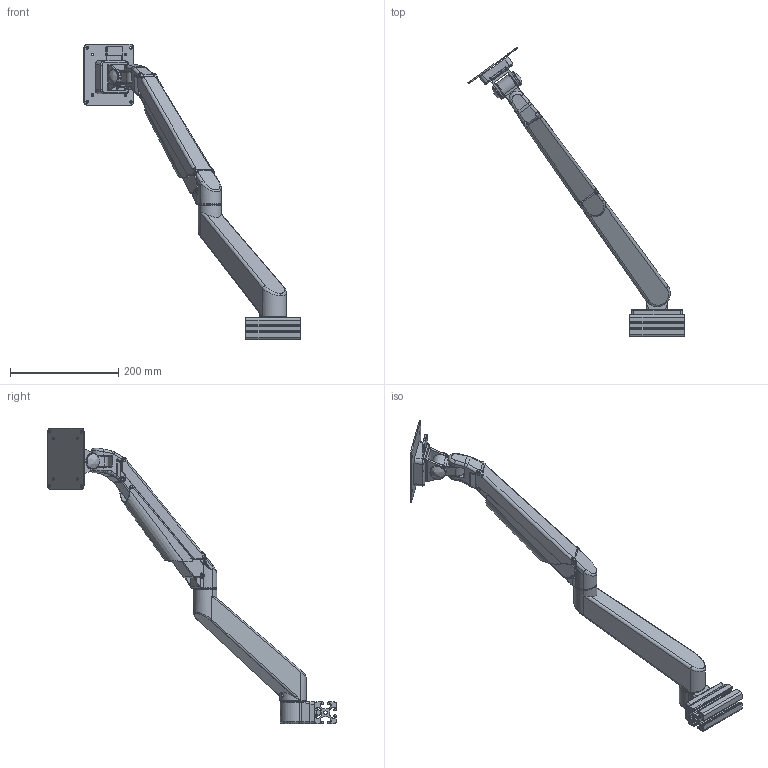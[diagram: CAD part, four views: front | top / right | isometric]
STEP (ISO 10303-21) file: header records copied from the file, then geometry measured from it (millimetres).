
FILE_DESCRIPTION (( 'STEP AP214' ), '1' );
FILE_NAME ('new products6MHM75100D40.step', '2017-09-26T11:52:35', ( '' ), ( '' ), 'SwSTEP 2.0', 'SolidWorks 2017', '' );
FILE_SCHEMA (( 'AUTOMOTIVE_DESIGN' ));
Length unit declared in the file: millimetre
Products named in the file (8): 4DIN6912M0820M_DIN6912M0825M; 4DIN6912M0815M_4DIN6912M0816M; 40x40_100_L100; 061MD40Z; 061M40P; new products6MHM75100D40; 061MHM75100D_061MHM75100D; 096028_096028 
Assembly tree (9 placements, depth 2):
  new products6MHM75100D40
    061M40P
    061MD40Z
    40x40_100_L100
    4DIN6912M0815M_4DIN6912M0816M  x2
    4DIN6912M0820M_DIN6912M0825M
    096028_096028   x2
    061MHM75100D_061MHM75100D
Bounding box: 399.29 x 533.34 x 544.99 mm (x, y, z)
Volume: 1441388.2 mm3; surface area: 332029.2 mm2
Topology: 35 solids, 37 shells, 1471 faces, 3605 edges, 2219 vertices
Faces by surface type: cylinder 584, plane 401, bspline 282, cone 111, torus 93
Entity records: 68877 total; most frequent: CARTESIAN_POINT 37349, ORIENTED_EDGE 6880, DIRECTION 5882, EDGE_CURVE 3440, AXIS2_PLACEMENT_3D 2260, VERTEX_POINT 2129, EDGE_LOOP 1501, ADVANCED_FACE 1416
